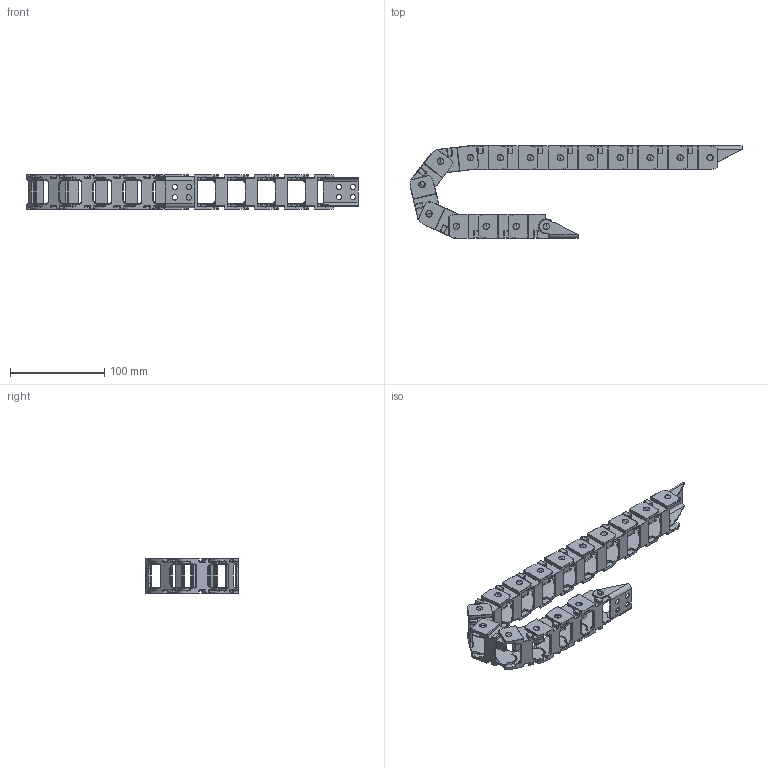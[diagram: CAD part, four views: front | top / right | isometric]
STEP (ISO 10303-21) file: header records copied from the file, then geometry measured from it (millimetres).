
FILE_DESCRIPTION((''),'2;1');
FILE_NAME('101P2-14.stp','2014-01-04T11:35:56',('kpea'),(''),'Autodesk Inventor 2013','Autodesk Inventor 2013','');
FILE_SCHEMA(('AUTOMOTIVE_DESIGN { 1 0 10303 214 1 1 1 1 }'));
Length unit declared in the file: inch
Products named in the file (1): 101P2-14
Bounding box: 351.58 x 98.14 x 36.58 mm (x, y, z)
Volume: 134411.3 mm3; surface area: 113397.6 mm2
Topology: 17 solids, 17 shells, 3922 faces, 9462 edges, 5248 vertices
Faces by surface type: cylinder 1806, torus 812, plane 784, bspline 278, sphere 210, cone 32
Full cylindrical faces by diameter (mm): 1.778 x2, 5.08 x2, 5.563 x8, 6.35 x62, 6.756 x2
Entity records: 127277 total; most frequent: CARTESIAN_POINT 34656, DIRECTION 19814, ORIENTED_EDGE 17800, EDGE_CURVE 8900, AXIS2_PLACEMENT_3D 8009, VERTEX_POINT 5186, EDGE_LOOP 4206, CIRCLE 4184
